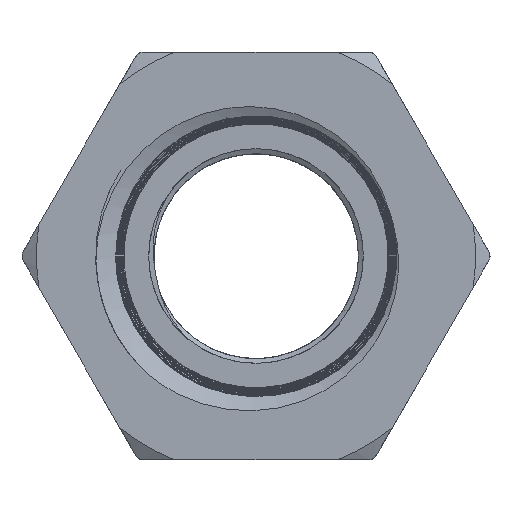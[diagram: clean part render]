
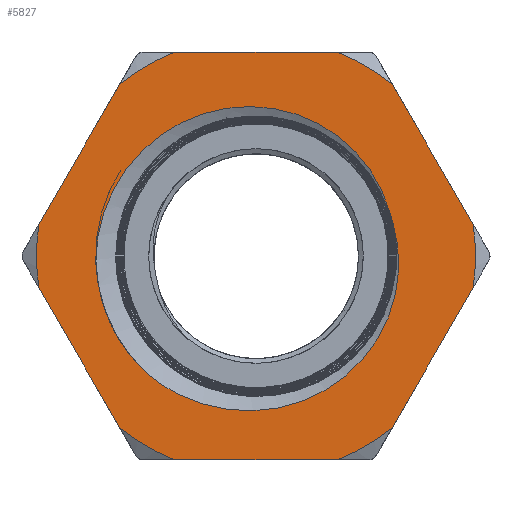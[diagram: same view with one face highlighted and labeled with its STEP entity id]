
A CAD part, left-side view. The second image highlights one B-rep face of the part: STEP entity #5827.
In plain terms, the highlighted planar face has unit normal (-1, 0, 0).
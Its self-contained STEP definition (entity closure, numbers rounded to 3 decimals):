
#669=CARTESIAN_POINT('',(-18.9,0.,0.));
#670=DIRECTION('',(-1.,0.,0.));
#671=DIRECTION('',(0.,-0.99,-0.143));
#672=AXIS2_PLACEMENT_3D('',#669,#670,#671);
#698=CARTESIAN_POINT('',(-18.9,0.,0.));
#699=DIRECTION('',(-1.,0.,0.));
#700=DIRECTION('',(0.,0.99,0.143));
#701=AXIS2_PLACEMENT_3D('',#698,#699,#700);
#821=DIRECTION('',(0.,0.5,-0.866));
#822=VECTOR('',#821,8.859);
#823=CARTESIAN_POINT('',(-18.9,7.398,9.386));
#824=LINE('',#823,#822);
#825=CARTESIAN_POINT('',(-18.9,0.,0.));
#826=DIRECTION('',(1.,0.,0.));
#827=DIRECTION('',(0.,0.619,0.785));
#828=AXIS2_PLACEMENT_3D('',#825,#826,#827);
#830=DIRECTION('',(0.,1.,0.));
#831=VECTOR('',#830,8.859);
#832=CARTESIAN_POINT('',(-18.9,-4.429,11.1));
#833=LINE('',#832,#831);
#834=CARTESIAN_POINT('',(-18.9,0.,0.));
#835=DIRECTION('',(1.,0.,0.));
#836=DIRECTION('',(0.,-0.371,0.929));
#837=AXIS2_PLACEMENT_3D('',#834,#835,#836);
#839=DIRECTION('',(0.,0.5,0.866));
#840=VECTOR('',#839,8.859);
#841=CARTESIAN_POINT('',(-18.9,-11.828,1.714));
#842=LINE('',#841,#840);
#843=DIRECTION('',(0.,-0.5,0.866));
#844=VECTOR('',#843,8.859);
#845=CARTESIAN_POINT('',(-18.9,-7.398,-9.386));
#846=LINE('',#845,#844);
#847=CARTESIAN_POINT('',(-18.9,0.,0.));
#848=DIRECTION('',(1.,0.,0.));
#849=DIRECTION('',(0.,-0.619,-0.785));
#850=AXIS2_PLACEMENT_3D('',#847,#848,#849);
#852=DIRECTION('',(0.,-1.,0.));
#853=VECTOR('',#852,8.859);
#854=CARTESIAN_POINT('',(-18.9,4.429,-11.1));
#855=LINE('',#854,#853);
#856=CARTESIAN_POINT('',(-18.9,0.,0.));
#857=DIRECTION('',(1.,0.,0.));
#858=DIRECTION('',(0.,0.371,-0.929));
#859=AXIS2_PLACEMENT_3D('',#856,#857,#858);
#861=DIRECTION('',(0.,-0.5,-0.866));
#862=VECTOR('',#861,8.859);
#863=CARTESIAN_POINT('',(-18.9,11.828,-1.714));
#864=LINE('',#863,#862);
#865=CARTESIAN_POINT('',(-18.9,-7.446,1.812));
#866=CARTESIAN_POINT('',(-18.9,-7.567,1.411));
#867=CARTESIAN_POINT('',(-18.9,-7.741,0.599));
#868=CARTESIAN_POINT('',(-18.9,-7.804,-0.67));
#869=CARTESIAN_POINT('',(-18.9,-7.658,-1.94));
#870=CARTESIAN_POINT('',(-18.9,-7.311,-3.168));
#871=CARTESIAN_POINT('',(-18.9,-6.76,-4.345));
#872=CARTESIAN_POINT('',(-18.9,-6.031,-5.411));
#873=CARTESIAN_POINT('',(-18.9,-5.125,-6.363));
#874=CARTESIAN_POINT('',(-18.9,-4.078,-7.156));
#875=CARTESIAN_POINT('',(-18.9,-2.91,-7.777));
#876=CARTESIAN_POINT('',(-18.9,-1.646,-8.207));
#877=CARTESIAN_POINT('',(-18.9,-0.33,-8.431));
#878=CARTESIAN_POINT('',(-18.9,1.023,-8.442));
#879=CARTESIAN_POINT('',(-18.9,2.36,-8.238));
#880=CARTESIAN_POINT('',(-18.9,3.659,-7.823));
#881=CARTESIAN_POINT('',(-18.9,4.886,-7.201));
#882=CARTESIAN_POINT('',(-18.9,5.625,-6.666));
#883=CARTESIAN_POINT('',(-18.9,5.977,-6.366));
#885=CARTESIAN_POINT('',(-18.9,0.,0.));
#886=DIRECTION('',(1.,0.,0.));
#887=DIRECTION('',(0.,-0.946,0.324));
#888=AXIS2_PLACEMENT_3D('',#885,#886,#887);
#890=CARTESIAN_POINT('',(-18.9,8.724,-0.375));
#891=CARTESIAN_POINT('',(-18.9,8.724,0.086));
#892=CARTESIAN_POINT('',(-18.9,8.652,0.99));
#893=CARTESIAN_POINT('',(-18.9,8.336,2.311));
#894=CARTESIAN_POINT('',(-18.9,7.82,3.558));
#895=CARTESIAN_POINT('',(-18.9,7.114,4.711));
#896=CARTESIAN_POINT('',(-18.9,6.251,5.72));
#897=CARTESIAN_POINT('',(-18.9,5.232,6.59));
#898=CARTESIAN_POINT('',(-18.9,4.108,7.275));
#899=CARTESIAN_POINT('',(-18.9,2.888,7.777));
#900=CARTESIAN_POINT('',(-18.9,1.611,8.077));
#901=CARTESIAN_POINT('',(-18.9,0.317,8.171));
#902=CARTESIAN_POINT('',(-18.9,-0.979,8.058));
#903=CARTESIAN_POINT('',(-18.9,-2.223,7.745));
#904=CARTESIAN_POINT('',(-18.9,-3.403,7.238));
#905=CARTESIAN_POINT('',(-18.9,-4.477,6.554));
#906=CARTESIAN_POINT('',(-18.9,-5.422,5.714));
#907=CARTESIAN_POINT('',(-18.9,-6.219,4.736));
#908=CARTESIAN_POINT('',(-18.9,-6.843,3.651));
#909=CARTESIAN_POINT('',(-18.9,-7.135,2.88));
#910=CARTESIAN_POINT('',(-18.9,-7.251,2.48));
#912=CARTESIAN_POINT('',(-18.9,5.977,-6.366));
#913=CARTESIAN_POINT('',(-18.9,6.272,-6.088));
#914=CARTESIAN_POINT('',(-18.9,6.813,-5.505));
#915=CARTESIAN_POINT('',(-18.9,7.491,-4.536));
#916=CARTESIAN_POINT('',(-18.9,8.007,-3.541));
#917=CARTESIAN_POINT('',(-18.9,8.387,-2.509));
#918=CARTESIAN_POINT('',(-18.9,8.632,-1.457));
#919=CARTESIAN_POINT('',(-18.9,8.708,-0.738));
#920=CARTESIAN_POINT('',(-18.9,8.724,-0.375));
#4889=VERTEX_POINT('',#865);
#4890=VERTEX_POINT('',#883);
#4891=VERTEX_POINT('',#920);
#4892=VERTEX_POINT('',#910);
#4971=CARTESIAN_POINT('',(-18.9,7.398,9.386));
#4972=CARTESIAN_POINT('',(-18.9,4.429,11.1));
#4973=VERTEX_POINT('',#4971);
#4974=VERTEX_POINT('',#4972);
#4975=CARTESIAN_POINT('',(-18.9,-4.429,11.1));
#4976=CARTESIAN_POINT('',(-18.9,-7.398,9.386));
#4977=VERTEX_POINT('',#4975);
#4978=VERTEX_POINT('',#4976);
#4979=CARTESIAN_POINT('',(-18.9,-7.398,-9.386));
#4980=CARTESIAN_POINT('',(-18.9,-4.429,-11.1));
#4981=VERTEX_POINT('',#4979);
#4982=VERTEX_POINT('',#4980);
#4983=CARTESIAN_POINT('',(-18.9,4.429,-11.1));
#4984=CARTESIAN_POINT('',(-18.9,7.398,-9.386));
#4985=VERTEX_POINT('',#4983);
#4986=VERTEX_POINT('',#4984);
#4995=CARTESIAN_POINT('',(-18.9,-11.828,-1.714));
#4996=VERTEX_POINT('',#4995);
#4997=CARTESIAN_POINT('',(-18.9,-11.828,1.714));
#4998=VERTEX_POINT('',#4997);
#4999=CARTESIAN_POINT('',(-18.9,11.828,1.714));
#5000=VERTEX_POINT('',#4999);
#5001=CARTESIAN_POINT('',(-18.9,11.828,-1.714));
#5002=VERTEX_POINT('',#5001);
#5798=CARTESIAN_POINT('',(-18.9,0.,0.));
#5799=DIRECTION('',(-1.,0.,0.));
#5800=DIRECTION('',(0.,0.,1.));
#5801=AXIS2_PLACEMENT_3D('',#5798,#5799,#5800);
#5802=PLANE('',#5801);
#5803=ORIENTED_EDGE('',*,*,#5686,.F.);
#5804=ORIENTED_EDGE('',*,*,#5567,.F.);
#5805=ORIENTED_EDGE('',*,*,#5673,.T.);
#5806=ORIENTED_EDGE('',*,*,#5599,.F.);
#5807=ORIENTED_EDGE('',*,*,#5660,.T.);
#5808=ORIENTED_EDGE('',*,*,#5630,.F.);
#5809=ORIENTED_EDGE('',*,*,#5647,.F.);
#5810=ORIENTED_EDGE('',*,*,#5735,.F.);
#5811=ORIENTED_EDGE('',*,*,#5718,.T.);
#5812=ORIENTED_EDGE('',*,*,#5762,.F.);
#5813=ORIENTED_EDGE('',*,*,#5702,.T.);
#5814=ORIENTED_EDGE('',*,*,#5790,.F.);
#5815=EDGE_LOOP('',(#5803,#5804,#5805,#5806,#5807,#5808,#5809,#5810,#5811,#5812,
#5813,#5814));
#5816=FACE_OUTER_BOUND('',#5815,.F.);
#5818=ORIENTED_EDGE('',*,*,#5817,.F.);
#5820=ORIENTED_EDGE('',*,*,#5819,.F.);
#5822=ORIENTED_EDGE('',*,*,#5821,.F.);
#5824=ORIENTED_EDGE('',*,*,#5823,.F.);
#5825=EDGE_LOOP('',(#5818,#5820,#5822,#5824));
#5826=FACE_BOUND('',#5825,.F.);
#673=CIRCLE('',#672,11.951);
#702=CIRCLE('',#701,11.951);
#829=CIRCLE('',#828,11.951);
#838=CIRCLE('',#837,11.951);
#851=CIRCLE('',#850,11.951);
#860=CIRCLE('',#859,11.951);
#884=B_SPLINE_CURVE_WITH_KNOTS('',3,(#865,#866,#867,#868,#869,#870,#871,#872,
#873,#874,#875,#876,#877,#878,#879,#880,#881,#882,#883),.UNSPECIFIED.,.F.,.F.,
(4,1,1,1,1,1,1,1,1,1,1,1,1,1,1,1,4),(0.,0.063,0.125,0.188,0.25,
0.313,0.375,0.438,0.5,0.563,0.625,0.688,0.75,0.813,
0.875,0.938,1.),.UNSPECIFIED.);
#889=CIRCLE('',#888,7.663);
#911=B_SPLINE_CURVE_WITH_KNOTS('',3,(#890,#891,#892,#893,#894,#895,#896,#897,
#898,#899,#900,#901,#902,#903,#904,#905,#906,#907,#908,#909,#910),.UNSPECIFIED.,
.F.,.F.,(4,1,1,1,1,1,1,1,1,1,1,1,1,1,1,1,1,1,4),(0.,0.056,
0.111,0.167,0.222,0.278,
0.333,0.389,0.444,0.5,0.556,
0.611,0.667,0.722,0.778,
0.833,0.889,0.944,1.),.UNSPECIFIED.);
#921=B_SPLINE_CURVE_WITH_KNOTS('',3,(#912,#913,#914,#915,#916,#917,#918,#919,
#920),.UNSPECIFIED.,.F.,.F.,(4,1,1,1,1,1,4),(0.,0.167,
0.333,0.5,0.667,0.833,1.),
.UNSPECIFIED.);
#5567=EDGE_CURVE('',#4973,#5000,#824,.T.);
#5599=EDGE_CURVE('',#4977,#4974,#833,.T.);
#5630=EDGE_CURVE('',#4998,#4978,#842,.T.);
#5647=EDGE_CURVE('',#4996,#4998,#673,.T.);
#5660=EDGE_CURVE('',#4977,#4978,#838,.T.);
#5673=EDGE_CURVE('',#4973,#4974,#829,.T.);
#5686=EDGE_CURVE('',#5000,#5002,#702,.T.);
#5702=EDGE_CURVE('',#4985,#4986,#860,.T.);
#5718=EDGE_CURVE('',#4981,#4982,#851,.T.);
#5735=EDGE_CURVE('',#4981,#4996,#846,.T.);
#5762=EDGE_CURVE('',#4985,#4982,#855,.T.);
#5790=EDGE_CURVE('',#5002,#4986,#864,.T.);
#5817=EDGE_CURVE('',#4889,#4890,#884,.T.);
#5819=EDGE_CURVE('',#4892,#4889,#889,.T.);
#5821=EDGE_CURVE('',#4891,#4892,#911,.T.);
#5823=EDGE_CURVE('',#4890,#4891,#921,.T.);
#5827=ADVANCED_FACE('',(#5816,#5826),#5802,.T.);
